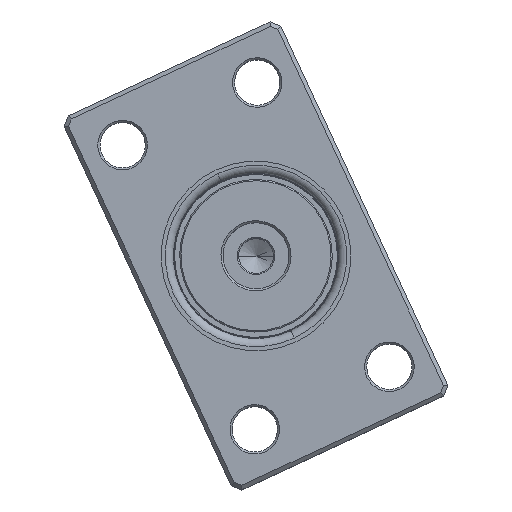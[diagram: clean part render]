
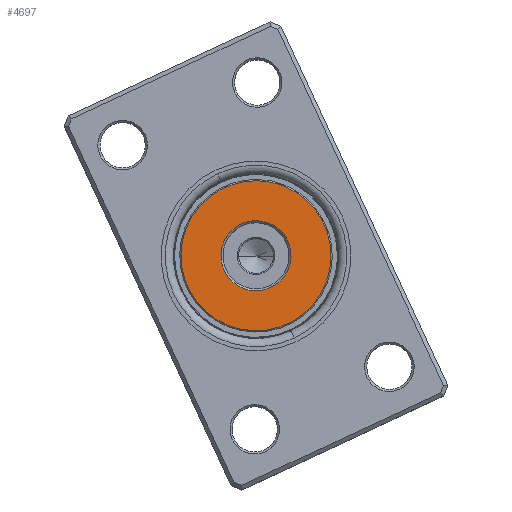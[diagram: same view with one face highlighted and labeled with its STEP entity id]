
A CAD part, top view. The second image highlights one B-rep face of the part: STEP entity #4697.
In plain terms, the highlighted face is planar.
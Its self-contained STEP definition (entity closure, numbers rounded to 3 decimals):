
#609 = AXIS2_PLACEMENT_3D ( 'NONE', #13738, #16525, #8678 ) ;
#1439 = CARTESIAN_POINT ( 'NONE',  ( -18.2, 0., 0. ) ) ;
#1583 = DIRECTION ( 'NONE',  ( 1., 0., 0. ) ) ;
#4697 = ADVANCED_FACE ( 'NONE', ( #24732, #10032 ), #9980, .F. ) ;
#4713 = DIRECTION ( 'NONE',  ( 1., 0., 0. ) ) ;
#5806 = VERTEX_POINT ( 'NONE', #10036 ) ;
#5826 = ORIENTED_EDGE ( 'NONE', *, *, #15181, .T. ) ;
#5846 = EDGE_CURVE ( 'NONE', #23184, #32967, #25585, .T. ) ;
#7048 = EDGE_LOOP ( 'NONE', ( #15858, #5826 ) ) ;
#7275 = DIRECTION ( 'NONE',  ( 0., 0., -1. ) ) ;
#7286 = EDGE_CURVE ( 'NONE', #25178, #5806, #19848, .T. ) ;
#8678 = DIRECTION ( 'NONE',  ( 1., 0., 0. ) ) ;
#8799 = ORIENTED_EDGE ( 'NONE', *, *, #32922, .T. ) ;
#9980 = PLANE ( 'NONE',  #23339 ) ;
#10032 = FACE_BOUND ( 'NONE', #26795, .T. ) ;
#10036 = CARTESIAN_POINT ( 'NONE',  ( 8.5, 0., 0. ) ) ;
#10653 = CARTESIAN_POINT ( 'NONE',  ( 18.2, 0., 0. ) ) ;
#11438 = DIRECTION ( 'NONE',  ( 0., 0., 1. ) ) ;
#12749 = DIRECTION ( 'NONE',  ( 1., 0., 0. ) ) ;
#13738 = CARTESIAN_POINT ( 'NONE',  ( 0., 0., 0. ) ) ;
#15181 = EDGE_CURVE ( 'NONE', #32967, #23184, #19144, .T. ) ;
#15858 = ORIENTED_EDGE ( 'NONE', *, *, #5846, .T. ) ;
#16525 = DIRECTION ( 'NONE',  ( 0., 0., -1. ) ) ;
#17471 = CARTESIAN_POINT ( 'NONE',  ( 0., 0., 0. ) ) ;
#18505 = AXIS2_PLACEMENT_3D ( 'NONE', #23808, #7275, #1583 ) ;
#19144 = CIRCLE ( 'NONE', #18505, 18.2 ) ;
#19848 = CIRCLE ( 'NONE', #27252, 8.5 ) ;
#21085 = DIRECTION ( 'NONE',  ( 0., 0., 1. ) ) ;
#21127 = DIRECTION ( 'NONE',  ( 0., 0., 1. ) ) ;
#22707 = CIRCLE ( 'NONE', #25001, 8.5 ) ;
#22803 = DIRECTION ( 'NONE',  ( 1., 0., 0. ) ) ;
#23184 = VERTEX_POINT ( 'NONE', #10653 ) ;
#23339 = AXIS2_PLACEMENT_3D ( 'NONE', #29283, #21085, #12749 ) ;
#23808 = CARTESIAN_POINT ( 'NONE',  ( 0., 0., 0. ) ) ;
#24732 = FACE_OUTER_BOUND ( 'NONE', #7048, .T. ) ;
#24997 = CARTESIAN_POINT ( 'NONE',  ( -8.5, 0., 0. ) ) ;
#25001 = AXIS2_PLACEMENT_3D ( 'NONE', #26695, #21127, #4713 ) ;
#25178 = VERTEX_POINT ( 'NONE', #24997 ) ;
#25585 = CIRCLE ( 'NONE', #609, 18.2 ) ;
#25722 = ORIENTED_EDGE ( 'NONE', *, *, #7286, .T. ) ;
#26695 = CARTESIAN_POINT ( 'NONE',  ( 0., 0., 0. ) ) ;
#26795 = EDGE_LOOP ( 'NONE', ( #25722, #8799 ) ) ;
#27252 = AXIS2_PLACEMENT_3D ( 'NONE', #17471, #11438, #22803 ) ;
#29283 = CARTESIAN_POINT ( 'NONE',  ( 0., 0., 0. ) ) ;
#32922 = EDGE_CURVE ( 'NONE', #5806, #25178, #22707, .T. ) ;
#32967 = VERTEX_POINT ( 'NONE', #1439 ) ;
